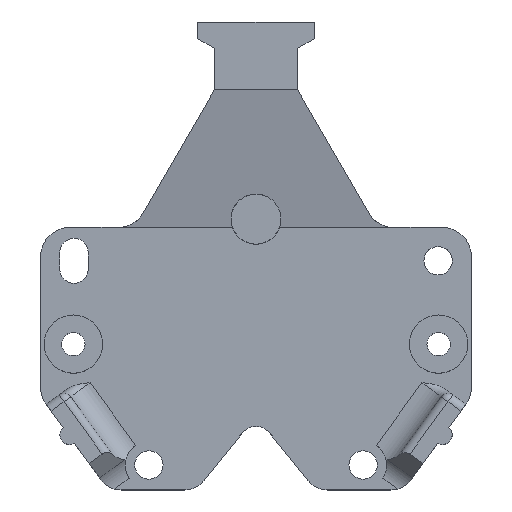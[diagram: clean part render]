
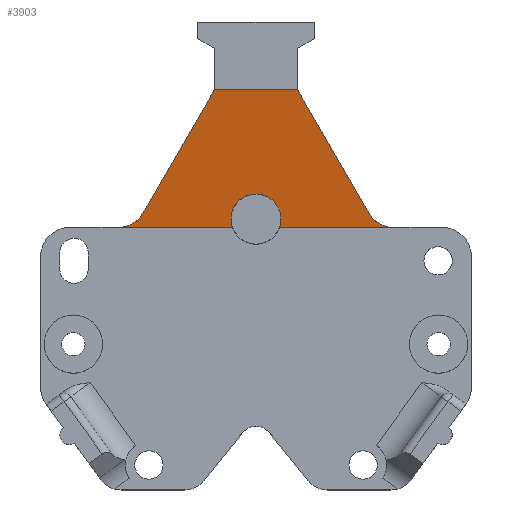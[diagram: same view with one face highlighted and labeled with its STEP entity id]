
A CAD part, top view. The second image highlights one B-rep face of the part: STEP entity #3903.
In plain terms, the highlighted planar face has unit normal (0, -0.179, 0.984).
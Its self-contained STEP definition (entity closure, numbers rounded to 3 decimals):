
#24 = CARTESIAN_POINT ( 'NONE',  ( -28.906, 12.179, 3.396 ) ) ;
#100 = EDGE_CURVE ( 'NONE', #166, #192, #2020, .T. ) ;
#110 = CARTESIAN_POINT ( 'NONE',  ( -35.153, 26.5, 6. ) ) ;
#166 = VERTEX_POINT ( 'NONE', #1624 ) ;
#192 = VERTEX_POINT ( 'NONE', #4493 ) ;
#229 = CARTESIAN_POINT ( 'NONE',  ( -65.216, 28.25, 6.318 ) ) ;
#237 = EDGE_CURVE ( 'NONE', #3163, #2671, #709, .T. ) ;
#300 = CARTESIAN_POINT ( 'NONE',  ( -48.7, 27.5, 6.182 ) ) ;
#379 = ORIENTED_EDGE ( 'NONE', *, *, #797, .T. ) ;
#500 = VECTOR ( 'NONE', #3247, 1000. ) ;
#706 = CARTESIAN_POINT ( 'NONE',  ( -56.7, 43., 9. ) ) ;
#709 = LINE ( 'NONE', #3891, #4232 ) ;
#739 = CARTESIAN_POINT ( 'NONE',  ( -48.872, 26.5, 6. ) ) ;
#797 = EDGE_CURVE ( 'NONE', #3858, #2671, #4380, .T. ) ;
#814 = CARTESIAN_POINT ( 'NONE',  ( -36.434, 26.5, 6. ) ) ;
#835 = EDGE_CURVE ( 'NONE', #1301, #1804, #1858, .T. ) ;
#994 = DIRECTION ( 'NONE',  ( 1., 0., 0. ) ) ;
#1060 =( BOUNDED_CURVE ( )  B_SPLINE_CURVE ( 3, ( #3166, #4608, #2810, #2460 ),
 .UNSPECIFIED., .F., .F. ) 
 B_SPLINE_CURVE_WITH_KNOTS ( ( 4, 4 ),
 ( 4.712, 7.854 ),
 .UNSPECIFIED. ) 
 CURVE ( )  GEOMETRIC_REPRESENTATION_ITEM ( )  RATIONAL_B_SPLINE_CURVE ( ( 1., 0.333, 0.333, 1. ) ) 
 REPRESENTATION_ITEM ( '' )  );
#1084 = EDGE_CURVE ( 'NONE', #1816, #3163, #3958, .T. ) ;
#1147 = DIRECTION ( 'NONE',  ( 0.494, 0.855, 0.156 ) ) ;
#1238 = ORIENTED_EDGE ( 'NONE', *, *, #1084, .F. ) ;
#1252 = CARTESIAN_POINT ( 'NONE',  ( -68.247, 26.5, 6. ) ) ;
#1280 = CARTESIAN_POINT ( 'NONE',  ( -66.966, 26.5, 6. ) ) ;
#1301 = VERTEX_POINT ( 'NONE', #1517 ) ;
#1343 = DIRECTION ( 'NONE',  ( -1., 0., 0. ) ) ;
#1422 = AXIS2_PLACEMENT_3D ( 'NONE', #4567, #3785, #1343 ) ;
#1489 = DIRECTION ( 'NONE',  ( -0.494, 0.855, 0.156 ) ) ;
#1517 = CARTESIAN_POINT ( 'NONE',  ( -48.872, 26.5, 6. ) ) ;
#1624 = CARTESIAN_POINT ( 'NONE',  ( -68.247, 26.5, 6. ) ) ;
#1645 = DIRECTION ( 'NONE',  ( 1., 0., 0. ) ) ;
#1679 = EDGE_CURVE ( 'NONE', #2686, #1301, #1991, .T. ) ;
#1700 = CARTESIAN_POINT ( 'NONE',  ( -54.7, 27.159, 6.12 ) ) ;
#1804 = VERTEX_POINT ( 'NONE', #110 ) ;
#1816 = VERTEX_POINT ( 'NONE', #2728 ) ;
#1858 = LINE ( 'NONE', #3670, #500 ) ;
#1887 = EDGE_CURVE ( 'NONE', #1816, #166, #3911, .T. ) ;
#1983 = CARTESIAN_POINT ( 'NONE',  ( -65.856, 27.141, 6.116 ) ) ;
#1987 = ORIENTED_EDGE ( 'NONE', *, *, #100, .T. ) ;
#1991 =( BOUNDED_CURVE ( )  B_SPLINE_CURVE ( 3, ( #300, #2513, #3949, #739 ),
 .UNSPECIFIED., .F., .F. ) 
 B_SPLINE_CURVE_WITH_KNOTS ( ( 4, 4 ),
 ( 1.571, 1.911 ),
 .UNSPECIFIED. ) 
 CURVE ( )  GEOMETRIC_REPRESENTATION_ITEM ( )  RATIONAL_B_SPLINE_CURVE ( ( 1., 0.99, 0.99, 1. ) ) 
 REPRESENTATION_ITEM ( '' )  );
#2001 = EDGE_CURVE ( 'NONE', #192, #3239, #3302, .T. ) ;
#2020 = LINE ( 'NONE', #4447, #2102 ) ;
#2102 = VECTOR ( 'NONE', #1645, 1000. ) ;
#2243 = CARTESIAN_POINT ( 'NONE',  ( -37.544, 27.141, 6.116 ) ) ;
#2271 = ORIENTED_EDGE ( 'NONE', *, *, #4461, .T. ) ;
#2358 = FACE_OUTER_BOUND ( 'NONE', #2748, .T. ) ;
#2425 = PLANE ( 'NONE',  #1422 ) ;
#2448 = ORIENTED_EDGE ( 'NONE', *, *, #2983, .T. ) ;
#2460 = CARTESIAN_POINT ( 'NONE',  ( -48.7, 27.5, 6.182 ) ) ;
#2513 = CARTESIAN_POINT ( 'NONE',  ( -48.7, 27.159, 6.12 ) ) ;
#2647 = CARTESIAN_POINT ( 'NONE',  ( -46.7, 43., 9. ) ) ;
#2671 = VERTEX_POINT ( 'NONE', #2647 ) ;
#2686 = VERTEX_POINT ( 'NONE', #4102 ) ;
#2728 = CARTESIAN_POINT ( 'NONE',  ( -65.216, 28.25, 6.318 ) ) ;
#2748 = EDGE_LOOP ( 'NONE', ( #4276, #2271, #2963, #4271, #2448, #379, #3926, #1238, #2996, #1987 ) ) ;
#2810 = CARTESIAN_POINT ( 'NONE',  ( -48.7, 33.5, 7.273 ) ) ;
#2895 = CARTESIAN_POINT ( 'NONE',  ( -74.494, 12.179, 3.396 ) ) ;
#2963 = ORIENTED_EDGE ( 'NONE', *, *, #1679, .T. ) ;
#2964 = CARTESIAN_POINT ( 'NONE',  ( -35.153, 26.5, 6. ) ) ;
#2983 = EDGE_CURVE ( 'NONE', #1804, #3858, #3460, .T. ) ;
#2996 = ORIENTED_EDGE ( 'NONE', *, *, #1887, .T. ) ;
#3163 = VERTEX_POINT ( 'NONE', #706 ) ;
#3166 = CARTESIAN_POINT ( 'NONE',  ( -54.7, 27.5, 6.182 ) ) ;
#3175 = CARTESIAN_POINT ( 'NONE',  ( -54.528, 26.5, 6. ) ) ;
#3239 = VERTEX_POINT ( 'NONE', #3628 ) ;
#3247 = DIRECTION ( 'NONE',  ( 1., 0., 0. ) ) ;
#3302 =( BOUNDED_CURVE ( )  B_SPLINE_CURVE ( 3, ( #3175, #3547, #1700, #4571 ),
 .UNSPECIFIED., .F., .F. ) 
 B_SPLINE_CURVE_WITH_KNOTS ( ( 4, 4 ),
 ( 4.373, 4.712 ),
 .UNSPECIFIED. ) 
 CURVE ( )  GEOMETRIC_REPRESENTATION_ITEM ( )  RATIONAL_B_SPLINE_CURVE ( ( 1., 0.99, 0.99, 1. ) ) 
 REPRESENTATION_ITEM ( '' )  );
#3460 =( BOUNDED_CURVE ( )  B_SPLINE_CURVE ( 3, ( #2964, #814, #2243, #3749 ),
 .UNSPECIFIED., .F., .F. ) 
 B_SPLINE_CURVE_WITH_KNOTS ( ( 4, 4 ),
 ( 0., 1.047 ),
 .UNSPECIFIED. ) 
 CURVE ( )  GEOMETRIC_REPRESENTATION_ITEM ( )  RATIONAL_B_SPLINE_CURVE ( ( 1., 0.911, 0.911, 1. ) ) 
 REPRESENTATION_ITEM ( '' )  );
#3547 = CARTESIAN_POINT ( 'NONE',  ( -54.642, 26.822, 6.059 ) ) ;
#3628 = CARTESIAN_POINT ( 'NONE',  ( -54.7, 27.5, 6.182 ) ) ;
#3670 = CARTESIAN_POINT ( 'NONE',  ( -51.7, 26.5, 6. ) ) ;
#3727 = VECTOR ( 'NONE', #1147, 1000. ) ;
#3749 = CARTESIAN_POINT ( 'NONE',  ( -38.184, 28.25, 6.318 ) ) ;
#3761 = CARTESIAN_POINT ( 'NONE',  ( -38.184, 28.25, 6.318 ) ) ;
#3785 = DIRECTION ( 'NONE',  ( 0., 0.179, -0.984 ) ) ;
#3858 = VERTEX_POINT ( 'NONE', #3761 ) ;
#3891 = CARTESIAN_POINT ( 'NONE',  ( -51.7, 43., 9. ) ) ;
#3903 = ADVANCED_FACE ( 'NONE', ( #2358 ), #2425, .F. ) ;
#3911 =( BOUNDED_CURVE ( )  B_SPLINE_CURVE ( 3, ( #229, #1983, #1280, #1252 ),
 .UNSPECIFIED., .F., .F. ) 
 B_SPLINE_CURVE_WITH_KNOTS ( ( 4, 4 ),
 ( 2.094, 3.142 ),
 .UNSPECIFIED. ) 
 CURVE ( )  GEOMETRIC_REPRESENTATION_ITEM ( )  RATIONAL_B_SPLINE_CURVE ( ( 1., 0.911, 0.911, 1. ) ) 
 REPRESENTATION_ITEM ( '' )  );
#3926 = ORIENTED_EDGE ( 'NONE', *, *, #237, .F. ) ;
#3939 = VECTOR ( 'NONE', #1489, 1000. ) ;
#3949 = CARTESIAN_POINT ( 'NONE',  ( -48.758, 26.822, 6.059 ) ) ;
#3958 = LINE ( 'NONE', #2895, #3727 ) ;
#4102 = CARTESIAN_POINT ( 'NONE',  ( -48.7, 27.5, 6.182 ) ) ;
#4232 = VECTOR ( 'NONE', #994, 1000. ) ;
#4271 = ORIENTED_EDGE ( 'NONE', *, *, #835, .T. ) ;
#4276 = ORIENTED_EDGE ( 'NONE', *, *, #2001, .T. ) ;
#4380 = LINE ( 'NONE', #24, #3939 ) ;
#4447 = CARTESIAN_POINT ( 'NONE',  ( -51.7, 26.5, 6. ) ) ;
#4461 = EDGE_CURVE ( 'NONE', #3239, #2686, #1060, .T. ) ;
#4493 = CARTESIAN_POINT ( 'NONE',  ( -54.528, 26.5, 6. ) ) ;
#4567 = CARTESIAN_POINT ( 'NONE',  ( -25.85, 26.5, 6. ) ) ;
#4571 = CARTESIAN_POINT ( 'NONE',  ( -54.7, 27.5, 6.182 ) ) ;
#4608 = CARTESIAN_POINT ( 'NONE',  ( -54.7, 33.5, 7.273 ) ) ;
